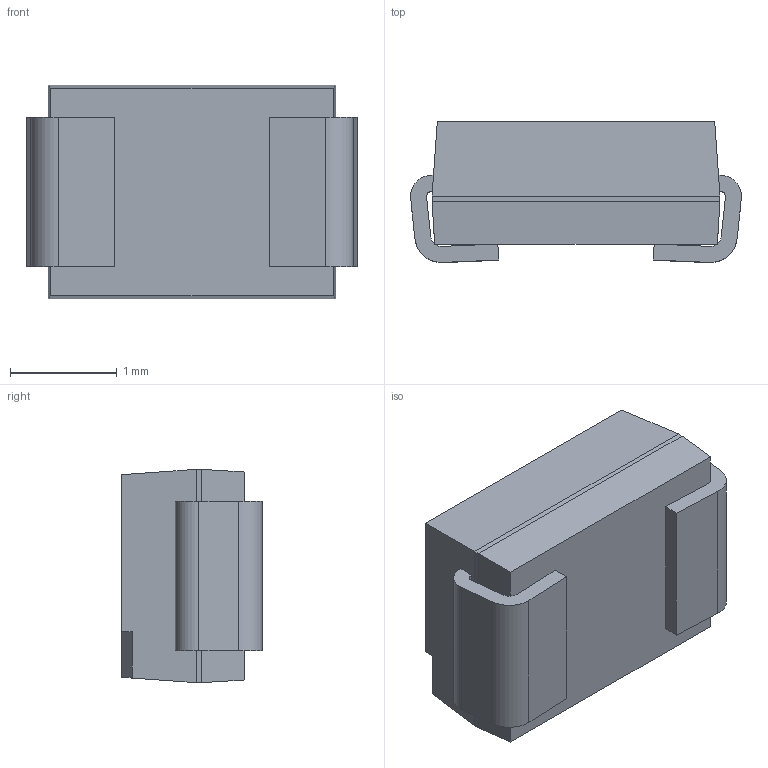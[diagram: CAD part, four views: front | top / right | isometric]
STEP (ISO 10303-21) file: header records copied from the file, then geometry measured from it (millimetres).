
FILE_DESCRIPTION(/* description */ (''),/* implementation_level */ '2;1');
FILE_NAME(/* name */ 'Cree_Green_PLCC2 v14.step',/* time_stamp */ '2024-03-09T22:30:38+01:00',/* author */ (''),/* organization */ (''),/* preprocessor_version */ 'ST-DEVELOPER v20',/* originating_system */ 'Autodesk Translation Framework v12.20.1.177',/* authorisation */ '');
FILE_SCHEMA (('AUTOMOTIVE_DESIGN { 1 0 10303 214 3 1 1 }'));
Length unit declared in the file: millimetre
Products named in the file (1): Cree_Green_PLCC2
Bounding box: 3.1 x 1.32 x 2 mm (x, y, z)
Volume: 6.3 mm3; surface area: 30.4 mm2
Topology: 1 solids, 1 shells, 74 faces, 192 edges, 122 vertices
Faces by surface type: plane 56, cylinder 18
Entity records: 2329 total; most frequent: CARTESIAN_POINT 391, ORIENTED_EDGE 388, DIRECTION 380, EDGE_CURVE 194, LINE 158, VECTOR 158, VERTEX_POINT 122, AXIS2_PLACEMENT_3D 111
